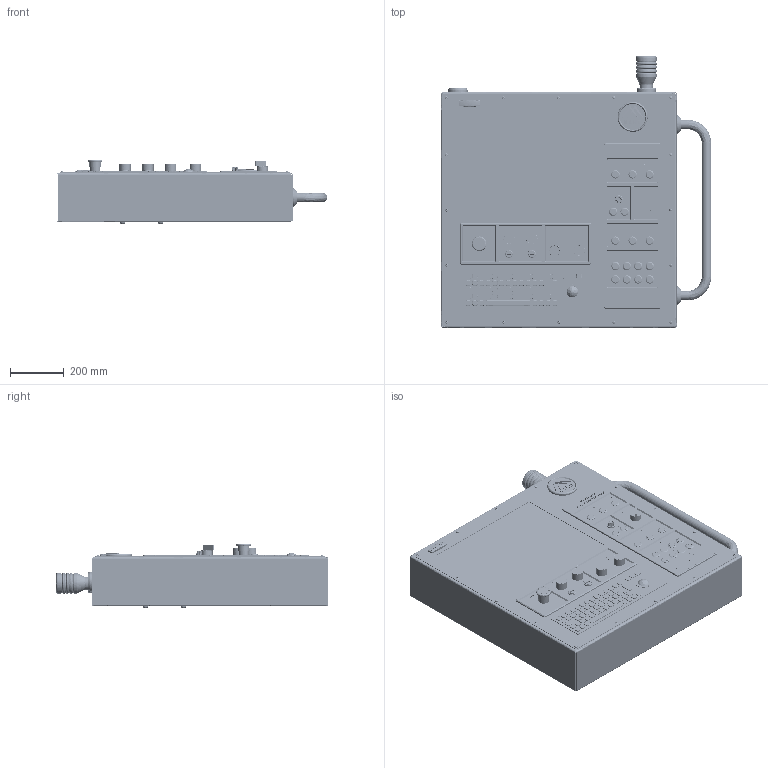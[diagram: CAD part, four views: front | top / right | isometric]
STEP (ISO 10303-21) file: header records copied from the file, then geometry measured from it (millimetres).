
FILE_DESCRIPTION(('FreeCAD Model'),'2;1');
FILE_NAME('Open CASCADE Shape Model','2025-04-17T14:45:50',('FreeCAD'),( 'FreeCAD'),'Open CASCADE STEP processor 7.6','FreeCAD','Unknown');
FILE_SCHEMA(('AUTOMOTIVE_DESIGN { 1 0 10303 214 1 1 1 1 }'));
Products named in the file (1): Open CASCADE STEP translator 7.6 1
Bounding box: 1002.3 x 1007.94 x 240.3 mm (x, y, z)
Volume: 22564842 mm3; surface area: 6112548.8 mm2
Topology: 134 solids, 134 shells, 7237 faces, 17800 edges, 11294 vertices
Faces by surface type: bspline 7237
Entity records: 256759 total; most frequent: CARTESIAN_POINT 152868, ORIENTED_EDGE 35430, EDGE_CURVE 17715, B_SPLINE_CURVE_WITH_KNOTS 11809, VERTEX_POINT 11294, FACE_BOUND 8029, EDGE_LOOP 8029, ADVANCED_FACE 7237
